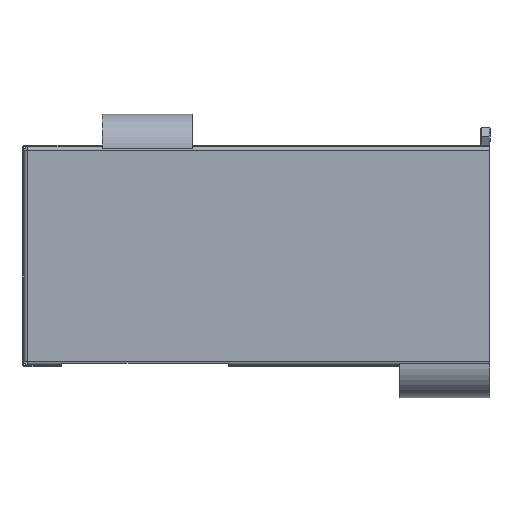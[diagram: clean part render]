
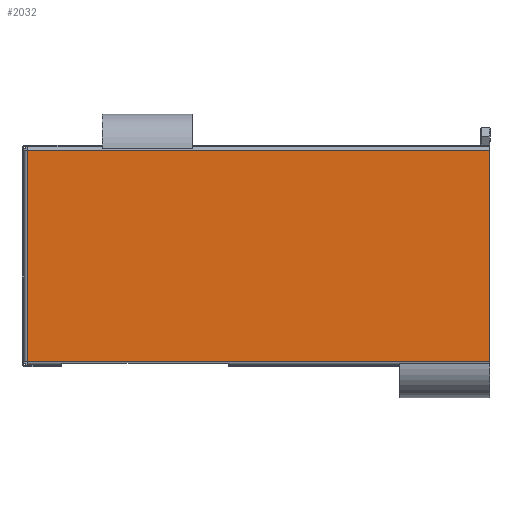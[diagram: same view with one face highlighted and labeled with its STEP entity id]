
A CAD part, top view. The second image highlights one B-rep face of the part: STEP entity #2032.
In plain terms, the highlighted face is planar.
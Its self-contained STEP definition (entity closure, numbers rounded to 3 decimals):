
#207=FACE_OUTER_BOUND($,#334,.T.);
#334=EDGE_LOOP($,(#1730,#1731,#1732,#1733));
#558=LINE($,#3306,#761);
#560=LINE($,#3320,#763);
#562=LINE($,#3330,#765);
#570=LINE($,#3345,#773);
#761=VECTOR($,#2687,234.);
#763=VECTOR($,#2711,513.);
#765=VECTOR($,#2725,513.);
#773=VECTOR($,#2745,234.);
#954=VERTEX_POINT($,#3232);
#965=VERTEX_POINT($,#3264);
#976=VERTEX_POINT($,#3319);
#978=VERTEX_POINT($,#3328);
#1222=EDGE_CURVE($,#965,#954,#558,.T.);
#1229=EDGE_CURVE($,#976,#965,#560,.T.);
#1234=EDGE_CURVE($,#978,#954,#562,.T.);
#1243=EDGE_CURVE($,#976,#978,#570,.T.);
#1730=ORIENTED_EDGE($,*,*,#1222,.T.);
#1731=ORIENTED_EDGE($,*,*,#1234,.F.);
#1732=ORIENTED_EDGE($,*,*,#1243,.F.);
#1733=ORIENTED_EDGE($,*,*,#1229,.T.);
#1918=PLANE($,#2215);
#2032=ADVANCED_FACE($,(#207),#1918,.T.);
#2215=AXIS2_PLACEMENT_3D($,#3346,#2746,#2747);
#2687=DIRECTION($,(0.,-1.,0.));
#2711=DIRECTION($,(0.,0.,-1.));
#2725=DIRECTION($,(0.,0.,-1.));
#2745=DIRECTION($,(0.,-1.,0.));
#2746=DIRECTION('center_axis',(-1.,0.,0.));
#2747=DIRECTION('ref_axis',(0.,0.,1.));
#3232=CARTESIAN_POINT('',(-36.712,-23.219,4.));
#3264=CARTESIAN_POINT('',(-36.712,210.781,4.));
#3306=CARTESIAN_POINT($,(-36.712,152.281,4.));
#3319=CARTESIAN_POINT('',(-36.712,210.781,517.));
#3320=CARTESIAN_POINT($,(-36.712,210.781,258.5));
#3328=CARTESIAN_POINT('',(-36.712,-23.219,517.));
#3330=CARTESIAN_POINT($,(-36.712,-23.219,258.5));
#3345=CARTESIAN_POINT($,(-36.712,236.805,517.));
#3346=CARTESIAN_POINT('Origin',(-36.712,93.781,258.5));
